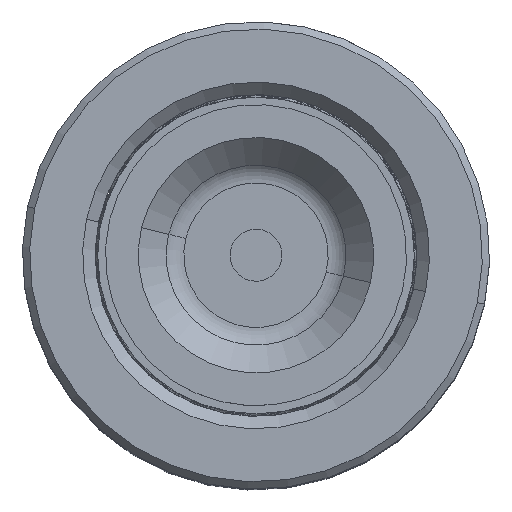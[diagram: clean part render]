
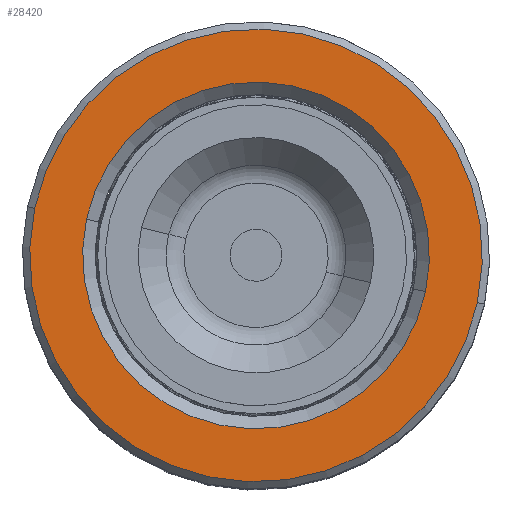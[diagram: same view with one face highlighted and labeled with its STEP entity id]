
A CAD part, top view. The second image highlights one B-rep face of the part: STEP entity #28420.
In plain terms, the highlighted planar face has unit normal (0, 0, 1).
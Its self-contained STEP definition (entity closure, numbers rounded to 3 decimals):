
#3222 = AXIS2_PLACEMENT_3D ( 'NONE', #22030, #26905, #26180 ) ;
#3919 = CIRCLE ( 'NONE', #3222, 16.7 ) ;
#5743 = DIRECTION ( 'NONE',  ( 0., 0., 1. ) ) ;
#6723 = DIRECTION ( 'NONE',  ( 1., 0., 0. ) ) ;
#7400 = ORIENTED_EDGE ( 'NONE', *, *, #19679, .T. ) ;
#8789 = CIRCLE ( 'NONE', #46511, 21.8 ) ;
#8825 = EDGE_LOOP ( 'NONE', ( #42944, #11917 ) ) ;
#9823 = VERTEX_POINT ( 'NONE', #29325 ) ;
#10580 = FACE_BOUND ( 'NONE', #36245, .T. ) ;
#11286 = PLANE ( 'NONE',  #30393 ) ;
#11917 = ORIENTED_EDGE ( 'NONE', *, *, #30265, .T. ) ;
#13281 = ORIENTED_EDGE ( 'NONE', *, *, #51521, .T. ) ;
#13304 = DIRECTION ( 'NONE',  ( 1., 0., 0. ) ) ;
#14369 = DIRECTION ( 'NONE',  ( 0., 0., 1. ) ) ;
#15267 = CARTESIAN_POINT ( 'NONE',  ( 0., 0., 60. ) ) ;
#17250 = CIRCLE ( 'NONE', #48564, 16.7 ) ;
#18843 = DIRECTION ( 'NONE',  ( 0., 0., 1. ) ) ;
#19679 = EDGE_CURVE ( 'NONE', #9823, #20262, #17250, .T. ) ;
#20262 = VERTEX_POINT ( 'NONE', #41038 ) ;
#22030 = CARTESIAN_POINT ( 'NONE',  ( 0., 0., 60. ) ) ;
#22319 = EDGE_CURVE ( 'NONE', #27643, #44978, #8789, .T. ) ;
#23607 = CARTESIAN_POINT ( 'NONE',  ( 0., 0., 60. ) ) ;
#26180 = DIRECTION ( 'NONE',  ( 1., 0., 0. ) ) ;
#26750 = DIRECTION ( 'NONE',  ( 1., 0., 0. ) ) ;
#26905 = DIRECTION ( 'NONE',  ( 0., 0., -1. ) ) ;
#27275 = DIRECTION ( 'NONE',  ( 1., 0., 0. ) ) ;
#27643 = VERTEX_POINT ( 'NONE', #46374 ) ;
#27755 = DIRECTION ( 'NONE',  ( 0., 0., -1. ) ) ;
#28420 = ADVANCED_FACE ( 'NONE', ( #29856, #10580 ), #11286, .T. ) ;
#29325 = CARTESIAN_POINT ( 'NONE',  ( -16.7, 0., 60. ) ) ;
#29856 = FACE_OUTER_BOUND ( 'NONE', #8825, .T. ) ;
#30265 = EDGE_CURVE ( 'NONE', #44978, #27643, #40680, .T. ) ;
#30393 = AXIS2_PLACEMENT_3D ( 'NONE', #15267, #18843, #27275 ) ;
#36245 = EDGE_LOOP ( 'NONE', ( #13281, #7400 ) ) ;
#39489 = CARTESIAN_POINT ( 'NONE',  ( 0., 0., 60. ) ) ;
#40680 = CIRCLE ( 'NONE', #47615, 21.8 ) ;
#41038 = CARTESIAN_POINT ( 'NONE',  ( 16.7, 0., 60. ) ) ;
#42944 = ORIENTED_EDGE ( 'NONE', *, *, #22319, .T. ) ;
#44978 = VERTEX_POINT ( 'NONE', #51342 ) ;
#46374 = CARTESIAN_POINT ( 'NONE',  ( -21.8, 0., 60. ) ) ;
#46511 = AXIS2_PLACEMENT_3D ( 'NONE', #39489, #14369, #26750 ) ;
#47615 = AXIS2_PLACEMENT_3D ( 'NONE', #50627, #5743, #13304 ) ;
#48564 = AXIS2_PLACEMENT_3D ( 'NONE', #23607, #27755, #6723 ) ;
#50627 = CARTESIAN_POINT ( 'NONE',  ( 0., 0., 60. ) ) ;
#51342 = CARTESIAN_POINT ( 'NONE',  ( 21.8, 0., 60. ) ) ;
#51521 = EDGE_CURVE ( 'NONE', #20262, #9823, #3919, .T. ) ;
